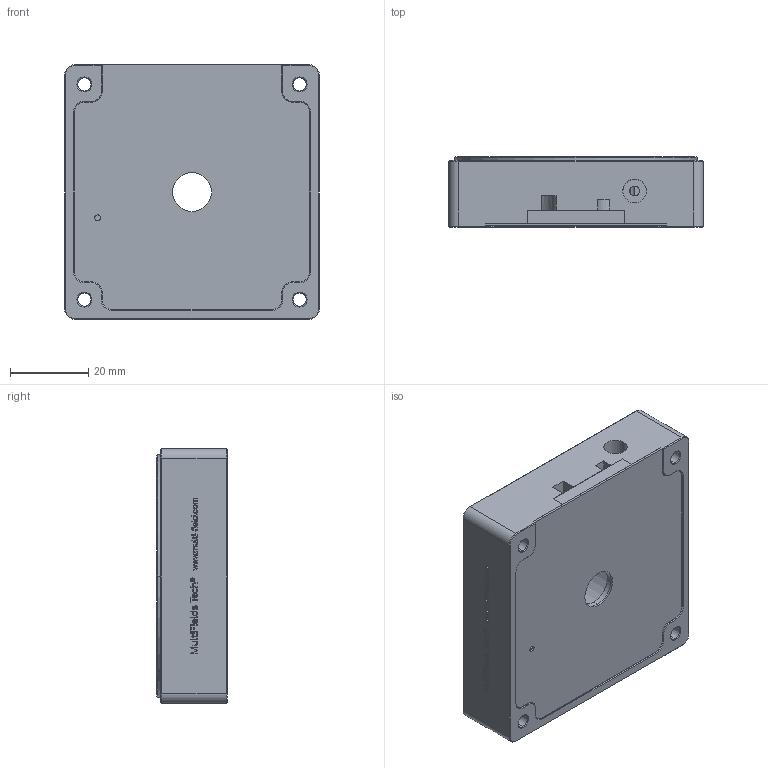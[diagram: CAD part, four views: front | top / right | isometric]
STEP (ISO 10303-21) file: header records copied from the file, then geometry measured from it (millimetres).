
FILE_DESCRIPTION (( 'STEP AP214' ), '1' );
FILE_NAME ('Web-RS65.Lab.O.STEP', '2022-11-11T07:10:16', ( '' ), ( '' ), 'SwSTEP 2.0', 'SolidWorks 2020', '' );
FILE_SCHEMA (( 'AUTOMOTIVE_DESIGN' ));
Length unit declared in the file: millimetre
Products named in the file (5): 裔啣^Web-RS65.Lab.O; 揤盄啣^Web-RS65.Lab.O; Web-RS65.Lab.O; ת̨^Web-RS65.Lab.O; 菁釱^Web-RS65.Lab.O
Assembly tree (4 placements, depth 2):
  Web-RS65.Lab.O
    菁釱^Web-RS65.Lab.O
    ת̨^Web-RS65.Lab.O
    揤盄啣^Web-RS65.Lab.O
    裔啣^Web-RS65.Lab.O
Bounding box: 65 x 18 x 65 mm (x, y, z)
Volume: 47201.4 mm3; surface area: 35705.9 mm2
Topology: 4 solids, 4 shells, 1401 faces, 3862 edges, 2543 vertices
Faces by surface type: bspline 742, plane 388, cylinder 203, cone 68
Entity records: 64975 total; most frequent: CARTESIAN_POINT 22348, ORIENTED_EDGE 7720, DIRECTION 4185, EDGE_CURVE 3860, VERTEX_POINT 2543, VECTOR 1897, LINE 1897, EDGE_LOOP 1543
